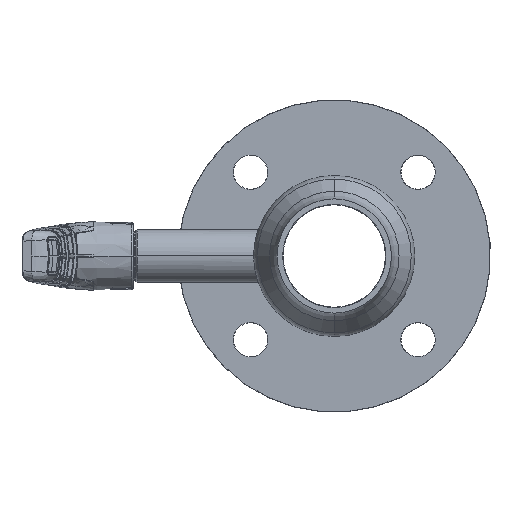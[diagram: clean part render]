
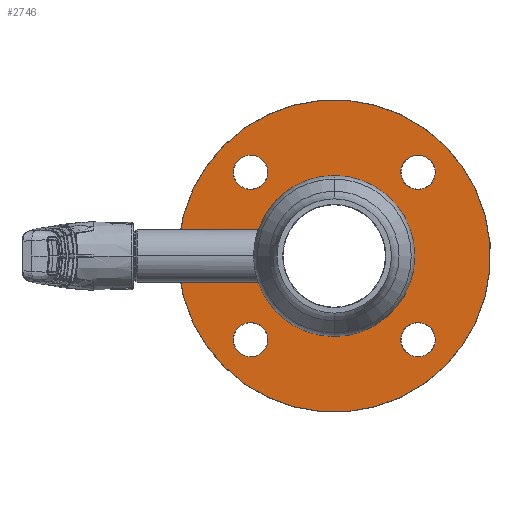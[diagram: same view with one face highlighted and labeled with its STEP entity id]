
A CAD part, left-side view. The second image highlights one B-rep face of the part: STEP entity #2746.
In plain terms, the highlighted planar face has unit normal (-1, 0, 0).
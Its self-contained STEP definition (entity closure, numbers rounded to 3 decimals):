
#265 = EDGE_CURVE ( 'NONE', #49548, #42051, #55051, .T. ) ;
#1307 = AXIS2_PLACEMENT_3D ( 'NONE', #37896, #16202, #12051 ) ;
#1615 = DIRECTION ( 'NONE',  ( 0., 0.707, -0.707 ) ) ;
#2267 = DIRECTION ( 'NONE',  ( 0., 0.707, -0.707 ) ) ;
#2746 = ADVANCED_FACE ( 'NONE', ( #18357, #39956, #28465, #24399, #50049, #53412 ), #24238, .F. ) ;
#3666 = CARTESIAN_POINT ( 'NONE',  ( 95., 0., 0. ) ) ;
#3769 = CARTESIAN_POINT ( 'NONE',  ( 95., 37.76, -37.76 ) ) ;
#3781 = VERTEX_POINT ( 'NONE', #22738 ) ;
#3783 = CARTESIAN_POINT ( 'NONE',  ( 95., 0., 0. ) ) ;
#4115 = DIRECTION ( 'NONE',  ( 0., 0.707, -0.707 ) ) ;
#4156 = EDGE_CURVE ( 'NONE', #34749, #30198, #8428, .T. ) ;
#4998 = DIRECTION ( 'NONE',  ( 1., 0., 0. ) ) ;
#5918 = ORIENTED_EDGE ( 'NONE', *, *, #42106, .T. ) ;
#5932 = ORIENTED_EDGE ( 'NONE', *, *, #265, .T. ) ;
#7017 = EDGE_CURVE ( 'NONE', #44672, #36747, #54642, .T. ) ;
#7033 = CIRCLE ( 'NONE', #45610, 82.4 ) ;
#7095 = ORIENTED_EDGE ( 'NONE', *, *, #37664, .T. ) ;
#7273 = CARTESIAN_POINT ( 'NONE',  ( 95., 28.49, 28.49 ) ) ;
#7403 = ORIENTED_EDGE ( 'NONE', *, *, #48513, .T. ) ;
#8041 = CARTESIAN_POINT ( 'NONE',  ( 95., 44.194, -44.194 ) ) ;
#8112 = ORIENTED_EDGE ( 'NONE', *, *, #7017, .T. ) ;
#8428 = CIRCLE ( 'NONE', #21235, 40.292 ) ;
#8610 = CARTESIAN_POINT ( 'NONE',  ( 95., -58.266, 58.266 ) ) ;
#8876 = ORIENTED_EDGE ( 'NONE', *, *, #8989, .T. ) ;
#8989 = EDGE_CURVE ( 'NONE', #42051, #49548, #9946, .T. ) ;
#9946 = CIRCLE ( 'NONE', #42694, 9.1 ) ;
#11071 = ORIENTED_EDGE ( 'NONE', *, *, #4156, .T. ) ;
#11095 = AXIS2_PLACEMENT_3D ( 'NONE', #49359, #45032, #2267 ) ;
#12051 = DIRECTION ( 'NONE',  ( 0., 0.707, -0.707 ) ) ;
#12316 = EDGE_LOOP ( 'NONE', ( #45335, #8112 ) ) ;
#14186 = CARTESIAN_POINT ( 'NONE',  ( 95., 50.629, -50.629 ) ) ;
#14206 = DIRECTION ( 'NONE',  ( 0., 0.707, -0.707 ) ) ;
#14377 = DIRECTION ( 'NONE',  ( 1., 0., 0. ) ) ;
#14585 = AXIS2_PLACEMENT_3D ( 'NONE', #35131, #4998, #35699 ) ;
#16202 = DIRECTION ( 'NONE',  ( 1., 0., 0. ) ) ;
#16598 = CIRCLE ( 'NONE', #19945, 9.1 ) ;
#16717 = DIRECTION ( 'NONE',  ( 1., 0., 0. ) ) ;
#17189 = ORIENTED_EDGE ( 'NONE', *, *, #51448, .T. ) ;
#17311 = CARTESIAN_POINT ( 'NONE',  ( 95., 0., 0. ) ) ;
#18357 = FACE_BOUND ( 'NONE', #24446, .T. ) ;
#19522 = CIRCLE ( 'NONE', #1307, 9.1 ) ;
#19945 = AXIS2_PLACEMENT_3D ( 'NONE', #23237, #14377, #14206 ) ;
#20350 = DIRECTION ( 'NONE',  ( 0., 0.707, -0.707 ) ) ;
#20427 = DIRECTION ( 'NONE',  ( -1., 0., 0. ) ) ;
#20480 = AXIS2_PLACEMENT_3D ( 'NONE', #31068, #27067, #30882 ) ;
#20801 = CARTESIAN_POINT ( 'NONE',  ( 95., -50.629, -37.76 ) ) ;
#21065 = CARTESIAN_POINT ( 'NONE',  ( 95., -50.629, 50.629 ) ) ;
#21235 = AXIS2_PLACEMENT_3D ( 'NONE', #3783, #42577, #20350 ) ;
#22686 = EDGE_CURVE ( 'NONE', #40631, #47242, #52306, .T. ) ;
#22738 = CARTESIAN_POINT ( 'NONE',  ( 95., 58.266, -58.266 ) ) ;
#23237 = CARTESIAN_POINT ( 'NONE',  ( 95., 44.194, 44.194 ) ) ;
#23693 = DIRECTION ( 'NONE',  ( 0., 0.707, -0.707 ) ) ;
#24238 = PLANE ( 'NONE',  #27522 ) ;
#24252 = CIRCLE ( 'NONE', #33994, 40.292 ) ;
#24399 = FACE_BOUND ( 'NONE', #45733, .T. ) ;
#24446 = EDGE_LOOP ( 'NONE', ( #47335, #5918 ) ) ;
#24587 = VERTEX_POINT ( 'NONE', #8610 ) ;
#24795 = DIRECTION ( 'NONE',  ( 0., 0.707, -0.707 ) ) ;
#25307 = CARTESIAN_POINT ( 'NONE',  ( 95., 37.76, 50.629 ) ) ;
#26767 = ORIENTED_EDGE ( 'NONE', *, *, #44284, .T. ) ;
#27067 = DIRECTION ( 'NONE',  ( 1., 0., 0. ) ) ;
#27397 = DIRECTION ( 'NONE',  ( 1., 0., 0. ) ) ;
#27522 = AXIS2_PLACEMENT_3D ( 'NONE', #7273, #28575, #24795 ) ;
#28219 = DIRECTION ( 'NONE',  ( -1., 0., 0. ) ) ;
#28465 = FACE_BOUND ( 'NONE', #43324, .T. ) ;
#28575 = DIRECTION ( 'NONE',  ( 1., 0., 0. ) ) ;
#28887 = CIRCLE ( 'NONE', #29710, 9.1 ) ;
#29710 = AXIS2_PLACEMENT_3D ( 'NONE', #53251, #27397, #1615 ) ;
#30198 = VERTEX_POINT ( 'NONE', #30529 ) ;
#30415 = EDGE_LOOP ( 'NONE', ( #17189, #7403 ) ) ;
#30529 = CARTESIAN_POINT ( 'NONE',  ( 95., -28.49, 28.49 ) ) ;
#30882 = DIRECTION ( 'NONE',  ( 0., 0.707, -0.707 ) ) ;
#31068 = CARTESIAN_POINT ( 'NONE',  ( 95., -44.194, -44.194 ) ) ;
#31918 = CIRCLE ( 'NONE', #14585, 9.1 ) ;
#32461 = CARTESIAN_POINT ( 'NONE',  ( 95., -37.76, 37.76 ) ) ;
#33817 = DIRECTION ( 'NONE',  ( 0., 0.707, -0.707 ) ) ;
#33994 = AXIS2_PLACEMENT_3D ( 'NONE', #17311, #34846, #56021 ) ;
#34749 = VERTEX_POINT ( 'NONE', #41788 ) ;
#34846 = DIRECTION ( 'NONE',  ( 1., 0., 0. ) ) ;
#35072 = CARTESIAN_POINT ( 'NONE',  ( 95., -37.76, -50.629 ) ) ;
#35131 = CARTESIAN_POINT ( 'NONE',  ( 95., 44.194, 44.194 ) ) ;
#35699 = DIRECTION ( 'NONE',  ( 0., 0.707, -0.707 ) ) ;
#36747 = VERTEX_POINT ( 'NONE', #20801 ) ;
#36862 = VERTEX_POINT ( 'NONE', #25307 ) ;
#37664 = EDGE_CURVE ( 'NONE', #30198, #34749, #24252, .T. ) ;
#37896 = CARTESIAN_POINT ( 'NONE',  ( 95., -44.194, 44.194 ) ) ;
#38836 = EDGE_LOOP ( 'NONE', ( #11071, #7095 ) ) ;
#39873 = VERTEX_POINT ( 'NONE', #50998 ) ;
#39956 = FACE_BOUND ( 'NONE', #12316, .T. ) ;
#40042 = EDGE_CURVE ( 'NONE', #39873, #36862, #31918, .T. ) ;
#40631 = VERTEX_POINT ( 'NONE', #21065 ) ;
#41788 = CARTESIAN_POINT ( 'NONE',  ( 95., 28.49, -28.49 ) ) ;
#42051 = VERTEX_POINT ( 'NONE', #3769 ) ;
#42106 = EDGE_CURVE ( 'NONE', #47242, #40631, #19522, .T. ) ;
#42472 = CARTESIAN_POINT ( 'NONE',  ( 95., -44.194, 44.194 ) ) ;
#42577 = DIRECTION ( 'NONE',  ( 1., 0., 0. ) ) ;
#42694 = AXIS2_PLACEMENT_3D ( 'NONE', #8041, #16717, #4115 ) ;
#43033 = DIRECTION ( 'NONE',  ( 1., 0., 0. ) ) ;
#43324 = EDGE_LOOP ( 'NONE', ( #8876, #5932 ) ) ;
#44284 = EDGE_CURVE ( 'NONE', #36862, #39873, #16598, .T. ) ;
#44672 = VERTEX_POINT ( 'NONE', #35072 ) ;
#45032 = DIRECTION ( 'NONE',  ( 1., 0., 0. ) ) ;
#45335 = ORIENTED_EDGE ( 'NONE', *, *, #54687, .T. ) ;
#45610 = AXIS2_PLACEMENT_3D ( 'NONE', #54083, #28219, #23693 ) ;
#45733 = EDGE_LOOP ( 'NONE', ( #26767, #49429 ) ) ;
#47242 = VERTEX_POINT ( 'NONE', #32461 ) ;
#47335 = ORIENTED_EDGE ( 'NONE', *, *, #22686, .T. ) ;
#48030 = CIRCLE ( 'NONE', #53062, 82.4 ) ;
#48513 = EDGE_CURVE ( 'NONE', #24587, #3781, #48030, .T. ) ;
#49359 = CARTESIAN_POINT ( 'NONE',  ( 95., 44.194, -44.194 ) ) ;
#49429 = ORIENTED_EDGE ( 'NONE', *, *, #40042, .T. ) ;
#49548 = VERTEX_POINT ( 'NONE', #14186 ) ;
#50049 = FACE_OUTER_BOUND ( 'NONE', #30415, .T. ) ;
#50998 = CARTESIAN_POINT ( 'NONE',  ( 95., 50.629, 37.76 ) ) ;
#51448 = EDGE_CURVE ( 'NONE', #3781, #24587, #7033, .T. ) ;
#51662 = AXIS2_PLACEMENT_3D ( 'NONE', #42472, #43033, #33817 ) ;
#52306 = CIRCLE ( 'NONE', #51662, 9.1 ) ;
#53062 = AXIS2_PLACEMENT_3D ( 'NONE', #3666, #20427, #55522 ) ;
#53251 = CARTESIAN_POINT ( 'NONE',  ( 95., -44.194, -44.194 ) ) ;
#53412 = FACE_BOUND ( 'NONE', #38836, .T. ) ;
#54083 = CARTESIAN_POINT ( 'NONE',  ( 95., 0., 0. ) ) ;
#54642 = CIRCLE ( 'NONE', #20480, 9.1 ) ;
#54687 = EDGE_CURVE ( 'NONE', #36747, #44672, #28887, .T. ) ;
#55051 = CIRCLE ( 'NONE', #11095, 9.1 ) ;
#55522 = DIRECTION ( 'NONE',  ( 0., 0.707, -0.707 ) ) ;
#56021 = DIRECTION ( 'NONE',  ( 0., 0.707, -0.707 ) ) ;
